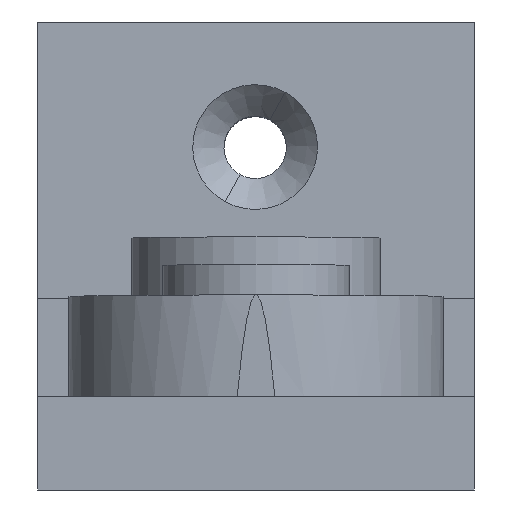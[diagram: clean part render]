
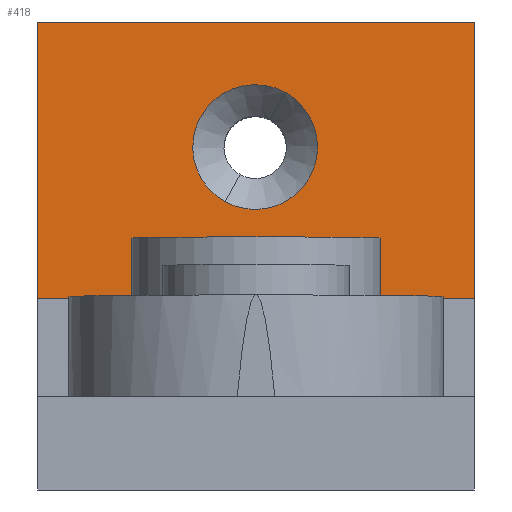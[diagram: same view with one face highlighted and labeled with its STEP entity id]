
A CAD part, left-side view. The second image highlights one B-rep face of the part: STEP entity #418.
In plain terms, the highlighted planar face has unit normal (-1, 0, 0.009).
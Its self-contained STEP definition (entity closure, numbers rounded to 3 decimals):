
#285=CARTESIAN_POINT('Vertex',(0.141,-35.,14.999)) ;
#288=CARTESIAN_POINT('Line Origine',(0.141,0.,14.999)) ;
#292=CARTESIAN_POINT('Vertex',(0.141,35.,14.999)) ;
#370=CARTESIAN_POINT('Axis2P3D Location',(0.562,0.,60.)) ;
#375=CARTESIAN_POINT('Line Origine',(0.351,-35.,37.5)) ;
#379=CARTESIAN_POINT('Vertex',(0.562,-35.,60.)) ;
#382=CARTESIAN_POINT('Line Origine',(0.562,0.,60.)) ;
#386=CARTESIAN_POINT('Vertex',(0.562,35.,60.)) ;
#389=CARTESIAN_POINT('Line Origine',(0.351,35.,37.5)) ;
#400=CARTESIAN_POINT('Axis2P3D Location',(0.374,0.14,39.956)) ;
#404=CARTESIAN_POINT('Vertex',(0.292,4.934,31.18)) ;
#406=CARTESIAN_POINT('Vertex',(0.457,-4.654,48.731)) ;
#409=CARTESIAN_POINT('Axis2P3D Location',(0.374,0.14,39.956)) ;
#289=DIRECTION('Vector Direction',(0.,1.,0.)) ;
#371=DIRECTION('Axis2P3D Direction',(1.,0.,-0.009)) ;
#372=DIRECTION('Axis2P3D XDirection',(-0.009,0.,-1.)) ;
#376=DIRECTION('Vector Direction',(-0.009,0.,-1.)) ;
#383=DIRECTION('Vector Direction',(0.,1.,0.)) ;
#390=DIRECTION('Vector Direction',(-0.009,0.,-1.)) ;
#401=DIRECTION('Axis2P3D Direction',(1.,0.,-0.009)) ;
#410=DIRECTION('Axis2P3D Direction',(1.,0.,-0.009)) ;
#373=AXIS2_PLACEMENT_3D('Plane Axis2P3D',#370,#371,#372) ;
#402=AXIS2_PLACEMENT_3D('Circle Axis2P3D',#400,#401,$) ;
#411=AXIS2_PLACEMENT_3D('Circle Axis2P3D',#409,#410,$) ;
#395=ORIENTED_EDGE('',*,*,#294,.F.) ;
#396=ORIENTED_EDGE('',*,*,#381,.T.) ;
#397=ORIENTED_EDGE('',*,*,#388,.T.) ;
#398=ORIENTED_EDGE('',*,*,#393,.F.) ;
#415=ORIENTED_EDGE('',*,*,#408,.T.) ;
#416=ORIENTED_EDGE('',*,*,#413,.T.) ;
#417=FACE_BOUND('',#414,.T.) ;
#290=VECTOR('Line Direction',#289,1.) ;
#377=VECTOR('Line Direction',#376,1.) ;
#384=VECTOR('Line Direction',#383,1.) ;
#391=VECTOR('Line Direction',#390,1.) ;
#418=ADVANCED_FACE('PartBody',(#399,#417),#374,.F.) ;
#403=CIRCLE('generated circle',#402,10.) ;
#412=CIRCLE('generated circle',#411,10.) ;
#294=EDGE_CURVE('',#286,#293,#291,.T.) ;
#381=EDGE_CURVE('',#286,#380,#378,.F.) ;
#388=EDGE_CURVE('',#380,#387,#385,.T.) ;
#393=EDGE_CURVE('',#293,#387,#392,.F.) ;
#408=EDGE_CURVE('',#405,#407,#403,.T.) ;
#413=EDGE_CURVE('',#407,#405,#412,.T.) ;
#394=EDGE_LOOP('',(#395,#396,#397,#398)) ;
#414=EDGE_LOOP('',(#415,#416)) ;
#399=FACE_OUTER_BOUND('',#394,.T.) ;
#291=LINE('Line',#288,#290) ;
#378=LINE('Line',#375,#377) ;
#385=LINE('Line',#382,#384) ;
#392=LINE('Line',#389,#391) ;
#374=PLANE('Plane',#373) ;
#286=VERTEX_POINT('',#285) ;
#293=VERTEX_POINT('',#292) ;
#380=VERTEX_POINT('',#379) ;
#387=VERTEX_POINT('',#386) ;
#405=VERTEX_POINT('',#404) ;
#407=VERTEX_POINT('',#406) ;
